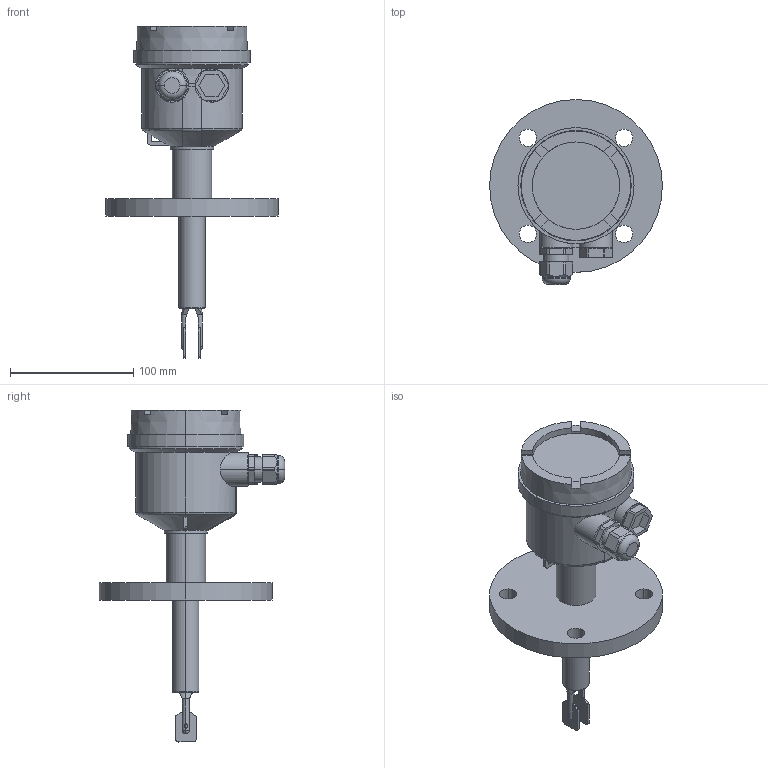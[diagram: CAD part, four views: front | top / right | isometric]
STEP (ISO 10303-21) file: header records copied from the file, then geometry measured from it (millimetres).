
FILE_DESCRIPTION((''),'2;1');
FILE_NAME('CAD-8718','2023-08-25T12:11:43',('creinig-se'),(''),'CREO PARAMETRIC BY PTC INC, 2022284','CREO PARAMETRIC BY PTC INC, 2022284','');
FILE_SCHEMA(('CONFIG_CONTROL_DESIGN','SHAPE_APPEARANCE_LAYERS_GROUPS'));
Length unit declared in the file: millimetre
Products named in the file (1): CAD-8718
Bounding box: 140 x 150 x 268.9 mm (x, y, z)
Volume: 792703.4 mm3; surface area: 92040.1 mm2
Topology: 1 solids, 1 shells, 204 faces, 552 edges, 357 vertices
Faces by surface type: plane 102, cylinder 72, cone 14, torus 8, sphere 8
Entity records: 9410 total; most frequent: CARTESIAN_POINT 1505, DIRECTION 1097, ORIENTED_EDGE 1096, PRESENTATION_STYLE_ASSIGNMENT 631, STYLED_ITEM 549, CURVE_STYLE 548, EDGE_CURVE 548, AXIS2_PLACEMENT_3D 413
